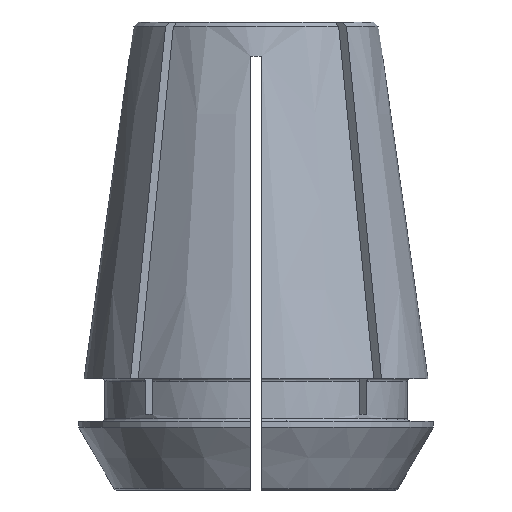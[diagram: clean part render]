
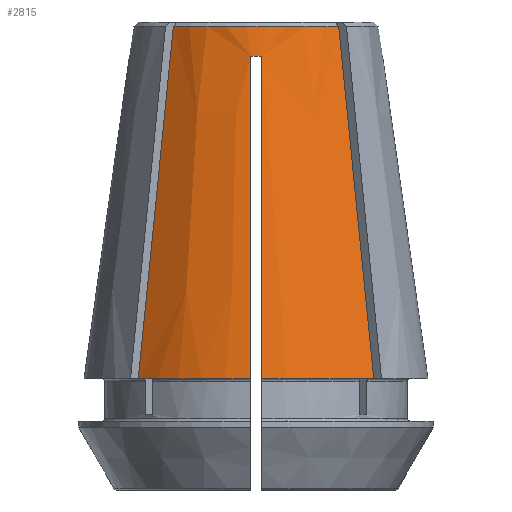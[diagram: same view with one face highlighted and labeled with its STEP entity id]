
A CAD part, left-side view. The second image highlights one B-rep face of the part: STEP entity #2815.
In plain terms, the highlighted conical face has half-angle 8 degrees and reference radius 8.86 mm.
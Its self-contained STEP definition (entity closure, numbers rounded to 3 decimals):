
#20=CONICAL_SURFACE('',#3004,8.86,0.14);
#564=CIRCLE('',#3005,8.902);
#565=CIRCLE('',#3006,12.5);
#566=CIRCLE('',#3007,9.211);
#567=CIRCLE('',#3008,12.5);
#758=ORIENTED_EDGE('',*,*,#1667,.F.);
#759=ORIENTED_EDGE('',*,*,#1668,.T.);
#760=ORIENTED_EDGE('',*,*,#1669,.T.);
#761=ORIENTED_EDGE('',*,*,#1670,.F.);
#762=ORIENTED_EDGE('',*,*,#1671,.F.);
#763=ORIENTED_EDGE('',*,*,#1672,.T.);
#764=ORIENTED_EDGE('',*,*,#1673,.T.);
#765=ORIENTED_EDGE('',*,*,#1674,.F.);
#1667=EDGE_CURVE('',#2120,#2121,#564,.T.);
#1668=EDGE_CURVE('',#2120,#2122,#2379,.T.);
#1669=EDGE_CURVE('',#2122,#2123,#565,.T.);
#1670=EDGE_CURVE('',#2124,#2123,#2380,.T.);
#1671=EDGE_CURVE('',#2125,#2124,#566,.T.);
#1672=EDGE_CURVE('',#2125,#2126,#2381,.T.);
#1673=EDGE_CURVE('',#2126,#2127,#567,.T.);
#1674=EDGE_CURVE('',#2121,#2127,#2382,.T.);
#2120=VERTEX_POINT('',#4251);
#2121=VERTEX_POINT('',#4252);
#2122=VERTEX_POINT('',#4260);
#2123=VERTEX_POINT('',#4262);
#2124=VERTEX_POINT('',#4273);
#2125=VERTEX_POINT('',#4275);
#2126=VERTEX_POINT('',#4286);
#2127=VERTEX_POINT('',#4288);
#2379=B_SPLINE_CURVE_WITH_KNOTS('',3,(#4253,#4254,#4255,#4256,#4257,#4258,
#4259),.UNSPECIFIED.,.F.,.F.,(4,3,4),(0.,0.016,
0.026),.UNSPECIFIED.);
#2380=B_SPLINE_CURVE_WITH_KNOTS('',3,(#4263,#4264,#4265,#4266,#4267,#4268,
#4269,#4270,#4271,#4272),.UNSPECIFIED.,.F.,.F.,(4,3,3,4),(0.014,
0.017,0.034,0.038),.UNSPECIFIED.);
#2381=B_SPLINE_CURVE_WITH_KNOTS('',3,(#4276,#4277,#4278,#4279,#4280,#4281,
#4282,#4283,#4284,#4285),.UNSPECIFIED.,.F.,.F.,(4,3,3,4),(0.014,
0.017,0.034,0.038),.UNSPECIFIED.);
#2382=B_SPLINE_CURVE_WITH_KNOTS('',3,(#4289,#4290,#4291,#4292,#4293,#4294,
#4295),.UNSPECIFIED.,.F.,.F.,(4,3,4),(0.,0.016,
0.026),.UNSPECIFIED.);
#2479=EDGE_LOOP('',(#758,#759,#760,#761,#762,#763,#764,#765));
#2631=FACE_BOUND('',#2479,.T.);
#2815=ADVANCED_FACE('',(#2631),#20,.T.);
#3004=AXIS2_PLACEMENT_3D('',#4249,#3377,#3378);
#3005=AXIS2_PLACEMENT_3D('',#4250,#3379,#3380);
#3006=AXIS2_PLACEMENT_3D('',#4261,#3381,#3382);
#3007=AXIS2_PLACEMENT_3D('',#4274,#3383,#3384);
#3008=AXIS2_PLACEMENT_3D('',#4287,#3385,#3386);
#3377=DIRECTION('',(0.,0.,-1.));
#3378=DIRECTION('',(-1.,0.,0.));
#3379=DIRECTION('',(0.,0.,1.));
#3380=DIRECTION('',(1.,0.,0.));
#3381=DIRECTION('',(0.,0.,1.));
#3382=DIRECTION('',(1.,0.,0.));
#3383=DIRECTION('',(0.,0.,-1.));
#3384=DIRECTION('',(-1.,0.,0.));
#3385=DIRECTION('',(0.,0.,1.));
#3386=DIRECTION('',(1.,0.,0.));
#4249=CARTESIAN_POINT('',(0.,0.,29.));
#4250=CARTESIAN_POINT('',(0.,0.,28.703));
#4251=CARTESIAN_POINT('',(-6.571,6.005,28.703));
#4252=CARTESIAN_POINT('',(-6.571,-6.005,28.703));
#4253=CARTESIAN_POINT('',(-6.571,6.005,28.703));
#4254=CARTESIAN_POINT('',(-7.084,6.518,23.544));
#4255=CARTESIAN_POINT('',(-7.597,7.031,18.386));
#4256=CARTESIAN_POINT('',(-8.11,7.544,13.227));
#4257=CARTESIAN_POINT('',(-8.446,7.88,9.851));
#4258=CARTESIAN_POINT('',(-8.782,8.216,6.476));
#4259=CARTESIAN_POINT('',(-9.117,8.551,3.1));
#4260=CARTESIAN_POINT('',(-9.117,8.551,3.1));
#4261=CARTESIAN_POINT('',(0.,0.,3.1));
#4262=CARTESIAN_POINT('',(-12.494,0.4,3.1));
#4263=CARTESIAN_POINT('',(-9.203,0.4,26.5));
#4264=CARTESIAN_POINT('',(-9.338,0.4,25.536));
#4265=CARTESIAN_POINT('',(-9.474,0.4,24.572));
#4266=CARTESIAN_POINT('',(-9.609,0.4,23.608));
#4267=CARTESIAN_POINT('',(-10.393,0.4,18.034));
#4268=CARTESIAN_POINT('',(-11.177,0.4,12.461));
#4269=CARTESIAN_POINT('',(-11.961,0.4,6.887));
#4270=CARTESIAN_POINT('',(-12.139,0.4,5.625));
#4271=CARTESIAN_POINT('',(-12.316,0.4,4.362));
#4272=CARTESIAN_POINT('',(-12.494,0.4,3.1));
#4273=CARTESIAN_POINT('',(-9.203,0.4,26.5));
#4274=CARTESIAN_POINT('',(0.,0.,26.5));
#4275=CARTESIAN_POINT('',(-9.203,-0.4,26.5));
#4276=CARTESIAN_POINT('',(-9.203,-0.4,26.5));
#4277=CARTESIAN_POINT('',(-9.338,-0.4,25.536));
#4278=CARTESIAN_POINT('',(-9.474,-0.4,24.572));
#4279=CARTESIAN_POINT('',(-9.609,-0.4,23.608));
#4280=CARTESIAN_POINT('',(-10.393,-0.4,18.034));
#4281=CARTESIAN_POINT('',(-11.177,-0.4,12.461));
#4282=CARTESIAN_POINT('',(-11.961,-0.4,6.887));
#4283=CARTESIAN_POINT('',(-12.139,-0.4,5.625));
#4284=CARTESIAN_POINT('',(-12.316,-0.4,4.362));
#4285=CARTESIAN_POINT('',(-12.494,-0.4,3.1));
#4286=CARTESIAN_POINT('',(-12.494,-0.4,3.1));
#4287=CARTESIAN_POINT('',(0.,0.,3.1));
#4288=CARTESIAN_POINT('',(-9.117,-8.551,3.1));
#4289=CARTESIAN_POINT('',(-6.571,-6.005,28.703));
#4290=CARTESIAN_POINT('',(-7.084,-6.518,23.544));
#4291=CARTESIAN_POINT('',(-7.597,-7.031,18.386));
#4292=CARTESIAN_POINT('',(-8.11,-7.544,13.227));
#4293=CARTESIAN_POINT('',(-8.446,-7.88,9.851));
#4294=CARTESIAN_POINT('',(-8.782,-8.216,6.476));
#4295=CARTESIAN_POINT('',(-9.117,-8.551,3.1));
